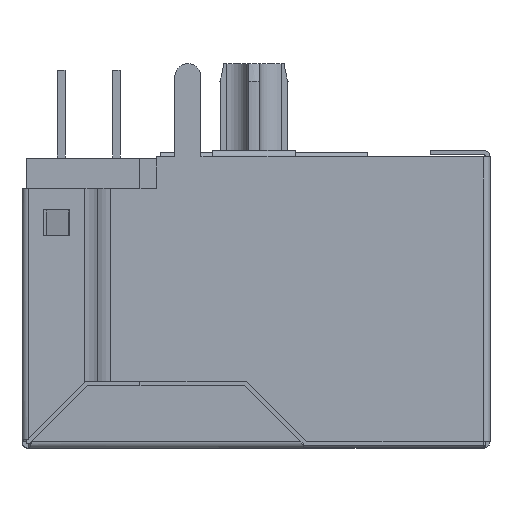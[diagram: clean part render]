
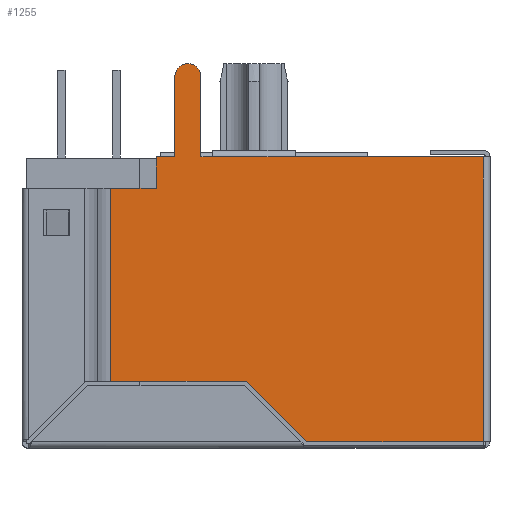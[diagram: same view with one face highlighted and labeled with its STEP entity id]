
A CAD part, left-side view. The second image highlights one B-rep face of the part: STEP entity #1255.
In plain terms, the highlighted planar face has unit normal (-1, 0, 0).
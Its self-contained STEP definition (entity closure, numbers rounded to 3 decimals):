
#1255 = ADVANCED_FACE( '', ( #2679 ), #2680, .T. );
#2679 = FACE_OUTER_BOUND( '', #4419, .T. );
#2680 = PLANE( '', #4420 );
#4419 = EDGE_LOOP( '', ( #8250, #8251, #8252, #8253, #8254, #8255, #8256, #8257, #8258, #8259, #8260, #8261, #8262, #8263 ) );
#4420 = AXIS2_PLACEMENT_3D( '', #8264, #8265, #8266 );
#8250 = ORIENTED_EDGE( '', *, *, #11215, .F. );
#8251 = ORIENTED_EDGE( '', *, *, #11006, .F. );
#8252 = ORIENTED_EDGE( '', *, *, #11018, .T. );
#8253 = ORIENTED_EDGE( '', *, *, #11216, .T. );
#8254 = ORIENTED_EDGE( '', *, *, #10358, .T. );
#8255 = ORIENTED_EDGE( '', *, *, #10801, .T. );
#8256 = ORIENTED_EDGE( '', *, *, #10092, .T. );
#8257 = ORIENTED_EDGE( '', *, *, #10892, .T. );
#8258 = ORIENTED_EDGE( '', *, *, #11217, .T. );
#8259 = ORIENTED_EDGE( '', *, *, #10339, .T. );
#8260 = ORIENTED_EDGE( '', *, *, #11218, .F. );
#8261 = ORIENTED_EDGE( '', *, *, #10873, .F. );
#8262 = ORIENTED_EDGE( '', *, *, #11219, .F. );
#8263 = ORIENTED_EDGE( '', *, *, #11220, .T. );
#8264 = CARTESIAN_POINT( '', ( -8.02, -10.72, -6.42 ) );
#8265 = DIRECTION( '', ( -1., 0., 0. ) );
#8266 = DIRECTION( '', ( 0., -1., 0. ) );
#10092 = EDGE_CURVE( '', #12251, #12248, #12252, .T. );
#10339 = EDGE_CURVE( '', #12645, #12643, #12646, .T. );
#10358 = EDGE_CURVE( '', #12677, #12675, #12678, .T. );
#10801 = EDGE_CURVE( '', #12675, #12251, #13328, .T. );
#10873 = EDGE_CURVE( '', #13422, #13423, #13424, .T. );
#10892 = EDGE_CURVE( '', #12248, #12738, #13452, .T. );
#11006 = EDGE_CURVE( '', #13596, #13597, #13598, .T. );
#11018 = EDGE_CURVE( '', #13596, #13613, #13615, .T. );
#11215 = EDGE_CURVE( '', #13597, #13858, #13859, .T. );
#11216 = EDGE_CURVE( '', #13613, #12677, #13860, .T. );
#11217 = EDGE_CURVE( '', #12738, #12645, #13861, .T. );
#11218 = EDGE_CURVE( '', #13423, #12643, #13862, .T. );
#11219 = EDGE_CURVE( '', #13863, #13422, #13864, .T. );
#11220 = EDGE_CURVE( '', #13863, #13858, #13865, .T. );
#12248 = VERTEX_POINT( '', #15334 );
#12251 = VERTEX_POINT( '', #15337 );
#12252 = LINE( '', #15338, #15339 );
#12643 = VERTEX_POINT( '', #16059 );
#12645 = VERTEX_POINT( '', #16062 );
#12646 = LINE( '', #16063, #16064 );
#12675 = VERTEX_POINT( '', #16102 );
#12677 = VERTEX_POINT( '', #16105 );
#12678 = LINE( '', #16106, #16107 );
#12738 = VERTEX_POINT( '', #16195 );
#13328 = LINE( '', #17128, #17129 );
#13422 = VERTEX_POINT( '', #17279 );
#13423 = VERTEX_POINT( '', #17280 );
#13424 = CIRCLE( '', #17281, 0.6 );
#13452 = LINE( '', #17323, #17324 );
#13596 = VERTEX_POINT( '', #17565 );
#13597 = VERTEX_POINT( '', #17566 );
#13598 = LINE( '', #17567, #17568 );
#13613 = VERTEX_POINT( '', #17588 );
#13615 = LINE( '', #17590, #17591 );
#13858 = VERTEX_POINT( '', #18067 );
#13859 = LINE( '', #18068, #18069 );
#13860 = LINE( '', #18070, #18071 );
#13861 = LINE( '', #18072, #18073 );
#13862 = LINE( '', #18074, #18075 );
#13863 = VERTEX_POINT( '', #18076 );
#13864 = LINE( '', #18077, #18078 );
#13865 = LINE( '', #18079, #18080 );
#15334 = CARTESIAN_POINT( '', ( -8.02, -10.59, 6.72 ) );
#15337 = CARTESIAN_POINT( '', ( -8.02, -10.59, -6.42 ) );
#15338 = CARTESIAN_POINT( '', ( -8.02, -10.59, -6.42 ) );
#15339 = VECTOR( '', #18896, 1000. );
#16059 = CARTESIAN_POINT( '', ( -8.02, 2.45, 6.72 ) );
#16062 = CARTESIAN_POINT( '', ( -8.02, 1.9, 6.72 ) );
#16063 = CARTESIAN_POINT( '', ( -8.02, -10.72, 6.72 ) );
#16064 = VECTOR( '', #19120, 1000. );
#16102 = CARTESIAN_POINT( '', ( -8.02, -2.43, -6.42 ) );
#16105 = CARTESIAN_POINT( '', ( -8.02, 0.354, -3.636 ) );
#16106 = CARTESIAN_POINT( '', ( -8.02, 0.354, -3.636 ) );
#16107 = VECTOR( '', #19143, 1000. );
#16195 = CARTESIAN_POINT( '', ( -8.02, -1.9, 6.72 ) );
#17128 = CARTESIAN_POINT( '', ( -8.02, -2.43, -6.42 ) );
#17129 = VECTOR( '', #19562, 1000. );
#17279 = CARTESIAN_POINT( '', ( -8.02, 3.65, 10.42 ) );
#17280 = CARTESIAN_POINT( '', ( -8.02, 2.45, 10.42 ) );
#17281 = AXIS2_PLACEMENT_3D( '', #19620, #19621, #19622 );
#17323 = CARTESIAN_POINT( '', ( -8.02, -10.72, 6.72 ) );
#17324 = VECTOR( '', #19631, 1000. );
#17565 = CARTESIAN_POINT( '', ( -8.02, 6.61, 5.28 ) );
#17566 = CARTESIAN_POINT( '', ( -8.02, 4.51, 5.28 ) );
#17567 = CARTESIAN_POINT( '', ( -8.02, -10.72, 5.28 ) );
#17568 = VECTOR( '', #19743, 1000. );
#17588 = CARTESIAN_POINT( '', ( -8.02, 6.61, -3.636 ) );
#17590 = CARTESIAN_POINT( '', ( -8.02, 6.61, 6.72 ) );
#17591 = VECTOR( '', #19761, 1000. );
#18067 = CARTESIAN_POINT( '', ( -8.02, 4.51, 6.72 ) );
#18068 = CARTESIAN_POINT( '', ( -8.02, 4.51, -6.42 ) );
#18069 = VECTOR( '', #19895, 1000. );
#18070 = CARTESIAN_POINT( '', ( -8.02, 6.61, -3.636 ) );
#18071 = VECTOR( '', #19896, 1000. );
#18072 = CARTESIAN_POINT( '', ( -8.02, -1.9, 6.72 ) );
#18073 = VECTOR( '', #19897, 1000. );
#18074 = CARTESIAN_POINT( '', ( -8.02, 2.45, 10.42 ) );
#18075 = VECTOR( '', #19898, 1000. );
#18076 = CARTESIAN_POINT( '', ( -8.02, 3.65, 6.72 ) );
#18077 = CARTESIAN_POINT( '', ( -8.02, 3.65, 6.72 ) );
#18078 = VECTOR( '', #19899, 1000. );
#18079 = CARTESIAN_POINT( '', ( -8.02, -10.72, 6.72 ) );
#18080 = VECTOR( '', #19900, 1000. );
#18896 = DIRECTION( '', ( 0., 0., 1. ) );
#19120 = DIRECTION( '', ( 0., 1., 0. ) );
#19143 = DIRECTION( '', ( 0., -0.707, -0.707 ) );
#19562 = DIRECTION( '', ( 0., -1., 0. ) );
#19620 = CARTESIAN_POINT( '', ( -8.02, 3.05, 10.42 ) );
#19621 = DIRECTION( '', ( 1., 0., 0. ) );
#19622 = DIRECTION( '', ( 0., 1., 0. ) );
#19631 = DIRECTION( '', ( 0., 1., 0. ) );
#19743 = DIRECTION( '', ( 0., -1., 0. ) );
#19761 = DIRECTION( '', ( 0., 0., -1. ) );
#19895 = DIRECTION( '', ( 0., 0., 1. ) );
#19896 = DIRECTION( '', ( 0., -1., 0. ) );
#19897 = DIRECTION( '', ( 0., 1., 0. ) );
#19898 = DIRECTION( '', ( 0., 0., -1. ) );
#19899 = DIRECTION( '', ( 0., 0., 1. ) );
#19900 = DIRECTION( '', ( 0., 1., 0. ) );
